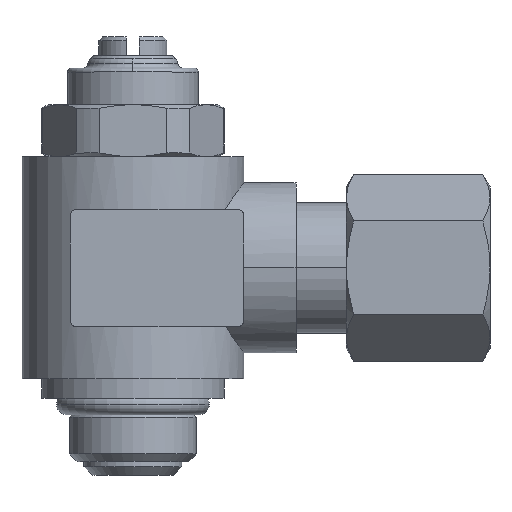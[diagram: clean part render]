
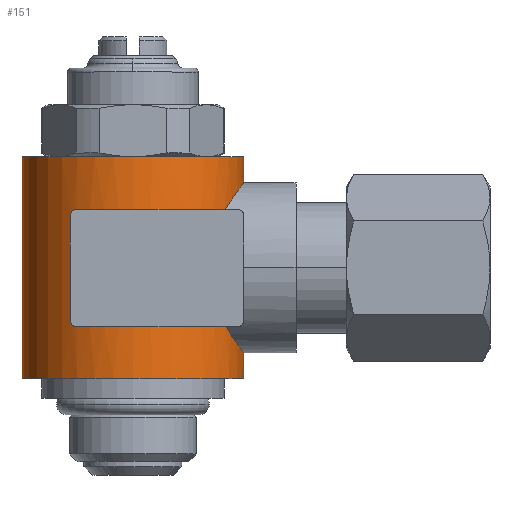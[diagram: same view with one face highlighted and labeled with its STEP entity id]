
A CAD part, top view. The second image highlights one B-rep face of the part: STEP entity #151.
In plain terms, the highlighted cylindrical face has radius 8.5 mm (diameter 17 mm), a partial arc.
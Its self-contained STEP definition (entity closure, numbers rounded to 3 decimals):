
#151=ADVANCED_FACE('',(#411),#412,.T.);
#411=FACE_OUTER_BOUND('',#721,.T.);
#412=CYLINDRICAL_SURFACE('',#722,8.5);
#721=EDGE_LOOP('',(#1637,#1638,#1639,#1640,#1641,#1642,#1643,#1644,#1645,#1646,#1647,#1648,#1649,#1650));
#722=AXIS2_PLACEMENT_3D('',#1651,#1652,#1653);
#1637=ORIENTED_EDGE('',*,*,#2058,.T.);
#1638=ORIENTED_EDGE('',*,*,#2282,.T.);
#1639=ORIENTED_EDGE('',*,*,#2294,.F.);
#1640=ORIENTED_EDGE('',*,*,#2295,.F.);
#1641=ORIENTED_EDGE('',*,*,#2296,.F.);
#1642=ORIENTED_EDGE('',*,*,#2297,.F.);
#1643=ORIENTED_EDGE('',*,*,#2298,.F.);
#1644=ORIENTED_EDGE('',*,*,#2299,.F.);
#1645=ORIENTED_EDGE('',*,*,#2290,.F.);
#1646=ORIENTED_EDGE('',*,*,#2076,.T.);
#1647=ORIENTED_EDGE('',*,*,#2062,.T.);
#1648=ORIENTED_EDGE('',*,*,#2300,.F.);
#1649=ORIENTED_EDGE('',*,*,#2060,.T.);
#1650=ORIENTED_EDGE('',*,*,#2301,.F.);
#1651=CARTESIAN_POINT('',(0.0,15.894,0.0));
#1652=DIRECTION('',(-0.0,1.0,0.0));
#1653=DIRECTION('',(1.0,0.0,0.0));
#2058=EDGE_CURVE('',#2478,#2479,#2480,.T.);
#2060=EDGE_CURVE('',#2483,#2481,#2484,.T.);
#2062=EDGE_CURVE('',#2487,#2485,#2488,.T.);
#2076=EDGE_CURVE('',#2514,#2487,#2515,.T.);
#2282=EDGE_CURVE('',#2479,#2842,#2844,.T.);
#2290=EDGE_CURVE('',#2514,#2856,#2857,.T.);
#2294=EDGE_CURVE('',#2862,#2842,#2863,.T.);
#2295=EDGE_CURVE('',#2864,#2862,#2865,.T.);
#2296=EDGE_CURVE('',#2866,#2864,#2867,.T.);
#2297=EDGE_CURVE('',#2868,#2866,#2869,.T.);
#2298=EDGE_CURVE('',#2870,#2868,#2871,.T.);
#2299=EDGE_CURVE('',#2856,#2870,#2872,.T.);
#2300=EDGE_CURVE('',#2483,#2485,#2873,.T.);
#2301=EDGE_CURVE('',#2478,#2481,#2874,.T.);
#2478=VERTEX_POINT('',#3097);
#2479=VERTEX_POINT('',#3098);
#2480=LINE('',#3099,#3100);
#2481=VERTEX_POINT('',#3101);
#2483=VERTEX_POINT('',#3103);
#2484=LINE('',#3104,#3105);
#2485=VERTEX_POINT('',#3106);
#2487=VERTEX_POINT('',#3108);
#2488=LINE('',#3109,#3110);
#2514=VERTEX_POINT('',#3201);
#2515=B_SPLINE_CURVE_WITH_KNOTS('',3,(#3202,#3203,#3204,#3205,#3206,#3207,#3208,#3209,#3210,#3211,#3212,#3213),.UNSPECIFIED.,.F.,.F.,(4,2,2,2,2,4),(25.862,26.064,27.349,28.633,29.918,31.202),.UNSPECIFIED.);
#2842=VERTEX_POINT('',#4352);
#2844=B_SPLINE_CURVE_WITH_KNOTS('',3,(#4355,#4356,#4357,#4358,#4359,#4360,#4361,#4362,#4363,#4364,#4365,#4366),.UNSPECIFIED.,.F.,.F.,(4,2,2,2,2,4),(10.401,11.685,12.97,14.255,15.539,15.631),.UNSPECIFIED.);
#2856=VERTEX_POINT('',#4394);
#2857=CIRCLE('',#4395,8.5);
#2862=VERTEX_POINT('',#4403);
#2863=CIRCLE('',#4404,8.5);
#2864=VERTEX_POINT('',#4405);
#2865=CIRCLE('',#4406,8.5);
#2866=VERTEX_POINT('',#4407);
#2867=B_SPLINE_CURVE_WITH_KNOTS('',3,(#4408,#4409,#4410,#4411,#4412,#4413,#4414,#4415,#4416,#4417,#4418,#4419,#4420,#4421),.UNSPECIFIED.,.F.,.F.,(4,2,2,2,2,2,4),(1.434,1.631,1.818,2.006,2.23,2.454,2.671),.UNSPECIFIED.);
#2868=VERTEX_POINT('',#4422);
#2869=LINE('',#4423,#4424);
#2870=VERTEX_POINT('',#4425);
#2871=B_SPLINE_CURVE_WITH_KNOTS('',3,(#4426,#4427,#4428,#4429,#4430,#4431,#4432,#4433,#4434,#4435,#4436,#4437,#4438,#4439,#4440),.UNSPECIFIED.,.F.,.F.,(4,2,2,2,2,3,4),(-1.04,-0.823,-0.599,-0.375,-0.188,0.0,0.188),.UNSPECIFIED.);
#2872=CIRCLE('',#4441,8.5);
#2873=CIRCLE('',#4442,8.5);
#2874=CIRCLE('',#4443,8.5);
#3097=CARTESIAN_POINT('',(8.5,7.394,0.0));
#3098=CARTESIAN_POINT('',(8.5,9.394,0.));
#3099=CARTESIAN_POINT('',(8.5,15.894,0.));
#3100=VECTOR('',#4692,1.0);
#3101=CARTESIAN_POINT('',(-8.5,7.394,0.));
#3103=CARTESIAN_POINT('',(-8.5,24.394,0.));
#3104=CARTESIAN_POINT('',(-8.5,15.894,0.));
#3105=VECTOR('',#4696,1.0);
#3106=CARTESIAN_POINT('',(8.5,24.394,0.0));
#3108=CARTESIAN_POINT('',(8.5,22.394,0.));
#3109=CARTESIAN_POINT('',(8.5,15.894,0.));
#3110=VECTOR('',#4700,1.0);
#3201=CARTESIAN_POINT('',(7.066,20.357,4.725));
#3202=CARTESIAN_POINT('',(7.066,20.357,4.725));
#3203=CARTESIAN_POINT('',(7.094,20.402,4.683));
#3204=CARTESIAN_POINT('',(7.122,20.446,4.64));
#3205=CARTESIAN_POINT('',(7.327,20.765,4.321));
#3206=CARTESIAN_POINT('',(7.506,21.028,4.007));
#3207=CARTESIAN_POINT('',(7.835,21.499,3.317));
#3208=CARTESIAN_POINT('',(7.986,21.707,2.94));
#3209=CARTESIAN_POINT('',(8.236,22.045,2.144));
#3210=CARTESIAN_POINT('',(8.335,22.176,1.723));
#3211=CARTESIAN_POINT('',(8.467,22.351,0.865));
#3212=CARTESIAN_POINT('',(8.5,22.394,0.428));
#3213=CARTESIAN_POINT('',(8.5,22.394,0.));
#4352=CARTESIAN_POINT('',(7.112,11.357,4.655));
#4355=CARTESIAN_POINT('',(8.5,9.394,0.));
#4356=CARTESIAN_POINT('',(8.5,9.394,0.428));
#4357=CARTESIAN_POINT('',(8.467,9.436,0.865));
#4358=CARTESIAN_POINT('',(8.335,9.611,1.723));
#4359=CARTESIAN_POINT('',(8.236,9.742,2.144));
#4360=CARTESIAN_POINT('',(7.986,10.08,2.94));
#4361=CARTESIAN_POINT('',(7.835,10.288,3.317));
#4362=CARTESIAN_POINT('',(7.506,10.759,4.007));
#4363=CARTESIAN_POINT('',(7.327,11.022,4.321));
#4364=CARTESIAN_POINT('',(7.137,11.317,4.616));
#4365=CARTESIAN_POINT('',(7.125,11.337,4.636));
#4366=CARTESIAN_POINT('',(7.112,11.357,4.655));
#4394=CARTESIAN_POINT('',(0.0,20.357,8.5));
#4395=AXIS2_PLACEMENT_3D('',#5047,#5048,#5049);
#4403=CARTESIAN_POINT('',(0.0,11.357,8.5));
#4404=AXIS2_PLACEMENT_3D('',#5053,#5054,#5055);
#4405=CARTESIAN_POINT('',(-4.3,11.357,7.332));
#4406=AXIS2_PLACEMENT_3D('',#5056,#5057,#5058);
#4407=CARTESIAN_POINT('',(-4.8,11.857,7.015));
#4408=CARTESIAN_POINT('',(-4.76,12.053,7.042));
#4409=CARTESIAN_POINT('',(-4.786,11.991,7.024));
#4410=CARTESIAN_POINT('',(-4.8,11.923,7.015));
#4411=CARTESIAN_POINT('',(-4.8,11.795,7.015));
#4412=CARTESIAN_POINT('',(-4.788,11.729,7.024));
#4413=CARTESIAN_POINT('',(-4.739,11.61,7.056));
#4414=CARTESIAN_POINT('',(-4.704,11.557,7.08));
#4415=CARTESIAN_POINT('',(-4.618,11.466,7.136));
#4416=CARTESIAN_POINT('',(-4.56,11.424,7.174));
#4417=CARTESIAN_POINT('',(-4.433,11.37,7.253));
#4418=CARTESIAN_POINT('',(-4.364,11.357,7.294));
#4419=CARTESIAN_POINT('',(-4.238,11.357,7.369));
#4420=CARTESIAN_POINT('',(-4.17,11.369,7.407));
#4421=CARTESIAN_POINT('',(-4.107,11.396,7.442));
#4422=CARTESIAN_POINT('',(-4.8,19.857,7.015));
#4423=CARTESIAN_POINT('',(-4.8,15.857,7.015));
#4424=VECTOR('',#5059,1.0);
#4425=CARTESIAN_POINT('',(-4.3,20.357,7.332));
#4426=CARTESIAN_POINT('',(-4.107,20.318,7.442));
#4427=CARTESIAN_POINT('',(-4.17,20.345,7.407));
#4428=CARTESIAN_POINT('',(-4.238,20.357,7.369));
#4429=CARTESIAN_POINT('',(-4.364,20.357,7.294));
#4430=CARTESIAN_POINT('',(-4.433,20.344,7.253));
#4431=CARTESIAN_POINT('',(-4.56,20.29,7.174));
#4432=CARTESIAN_POINT('',(-4.618,20.249,7.136));
#4433=CARTESIAN_POINT('',(-4.704,20.157,7.08));
#4434=CARTESIAN_POINT('',(-4.739,20.104,7.056));
#4435=CARTESIAN_POINT('',(-4.788,19.985,7.024));
#4436=CARTESIAN_POINT('',(-4.8,19.92,7.015));
#4437=CARTESIAN_POINT('',(-4.8,19.857,7.015));
#4438=CARTESIAN_POINT('',(-4.8,19.795,7.015));
#4439=CARTESIAN_POINT('',(-4.788,19.729,7.024));
#4440=CARTESIAN_POINT('',(-4.763,19.67,7.04));
#4441=AXIS2_PLACEMENT_3D('',#5060,#5061,#5062);
#4442=AXIS2_PLACEMENT_3D('',#5063,#5064,#5065);
#4443=AXIS2_PLACEMENT_3D('',#5066,#5067,#5068);
#4692=DIRECTION('',(0.0,1.0,0.0));
#4696=DIRECTION('',(-0.0,-1.0,-0.0));
#4700=DIRECTION('',(0.0,1.0,0.0));
#5047=CARTESIAN_POINT('',(0.0,20.357,0.0));
#5048=DIRECTION('',(0.0,-1.0,0.0));
#5049=DIRECTION('',(1.0,0.0,0.0));
#5053=CARTESIAN_POINT('',(0.0,11.357,0.0));
#5054=DIRECTION('',(-0.0,1.0,0.0));
#5055=DIRECTION('',(1.0,0.0,0.0));
#5056=CARTESIAN_POINT('',(0.0,11.357,0.0));
#5057=DIRECTION('',(-0.0,1.0,0.0));
#5058=DIRECTION('',(1.0,0.0,0.0));
#5059=DIRECTION('',(-0.0,-1.0,-0.0));
#5060=CARTESIAN_POINT('',(0.0,20.357,0.0));
#5061=DIRECTION('',(0.0,-1.0,0.0));
#5062=DIRECTION('',(1.0,0.0,0.0));
#5063=CARTESIAN_POINT('',(0.0,24.394,0.0));
#5064=DIRECTION('',(-0.0,1.0,0.0));
#5065=DIRECTION('',(1.0,0.0,0.0));
#5066=CARTESIAN_POINT('',(0.0,7.394,0.0));
#5067=DIRECTION('',(0.0,-1.0,0.0));
#5068=DIRECTION('',(1.0,0.0,0.0));
